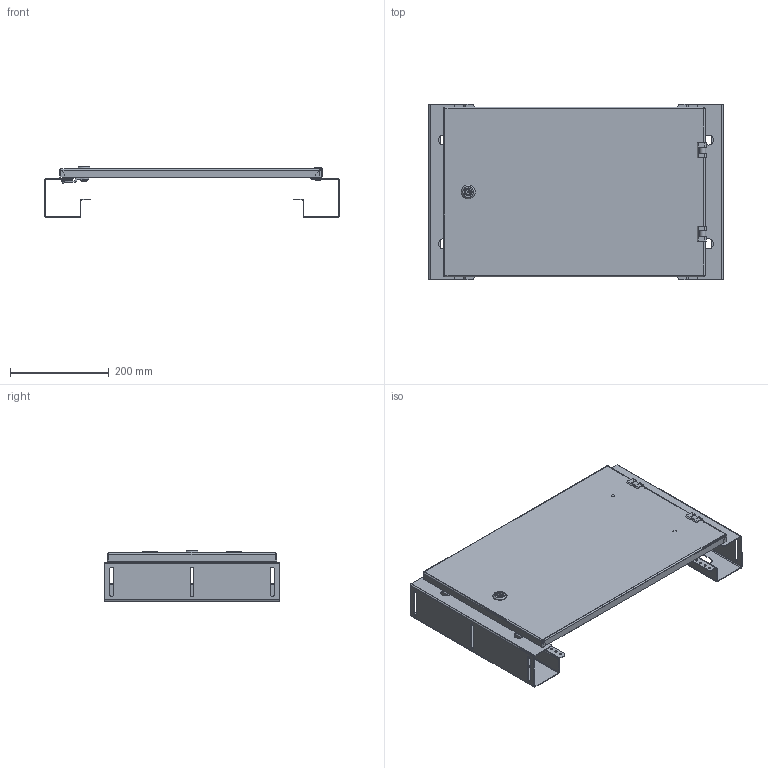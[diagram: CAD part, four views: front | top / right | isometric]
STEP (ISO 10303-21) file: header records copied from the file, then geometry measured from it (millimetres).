
FILE_DESCRIPTION (( 'STEP AP214' ), '1' );
FILE_NAME ('404.604.STEP', '2024-05-07T11:22:14', ( '' ), ( '' ), 'SwSTEP 2.0', 'SolidWorks 2021', '' );
FILE_SCHEMA (( 'AUTOMOTIVE_DESIGN' ));
Length unit declared in the file: millimetre
Products named in the file (12): 8SJ_S1B_0001.stp; 8SJ_MS705_0010.stp; 404.004; SW6X8.stp; 8SJ_MS705_0510.stp; 404.604; ﾇ瑟鶴 ﾀﾑ ms1000-3M.stp; 嵑謺麃 檐; 8SJ_MS705_0760.stp; 8SJ_MS705-1_0040.stp; Âèíò Ì5
Assembly tree (14 placements, depth 3):
  404.604
    404.604
    404.004  x2
    嵑謺麃 檐  x2
    ﾇ瑟鶴 ﾀﾑ ms1000-3M.stp
      8SJ_MS705_0010.stp
      8SJ_MS705_0510.stp
      8SJ_MS705_0760.stp
      8SJ_S1B_0001.stp
      8SJ_MS705-1_0040.stp
      SW6X8.stp
    Âèíò Ì5  x2
Bounding box: 596 x 355 x 102.55 mm (x, y, z)
Volume: 602684.2 mm3; surface area: 802149.2 mm2
Topology: 14 solids, 20 shells, 1266 faces, 3214 edges, 1963 vertices
Faces by surface type: plane 448, cylinder 422, bspline 269, sphere 60, cone 34, torus 33
Entity records: 53871 total; most frequent: CARTESIAN_POINT 30841, ORIENTED_EDGE 5064, DIRECTION 4080, EDGE_CURVE 2538, VERTEX_POINT 1552, AXIS2_PLACEMENT_3D 1519, EDGE_LOOP 1130, VECTOR 1042
